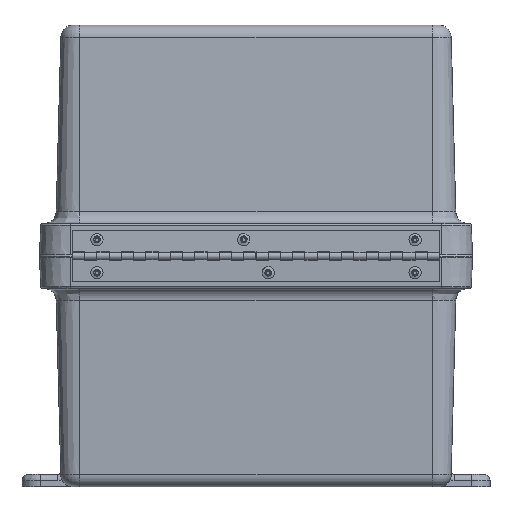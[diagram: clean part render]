
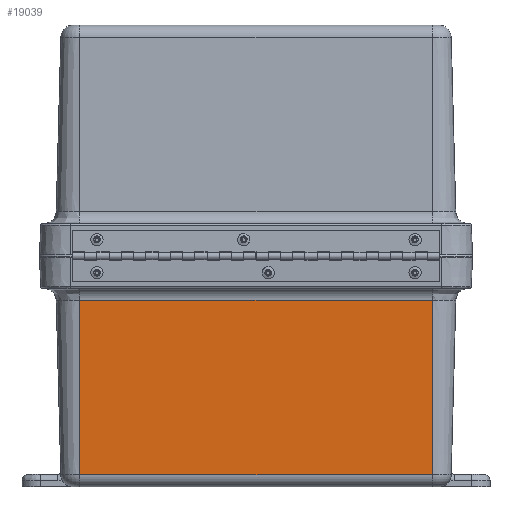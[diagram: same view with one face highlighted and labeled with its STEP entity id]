
A CAD part, left-side view. The second image highlights one B-rep face of the part: STEP entity #19039.
In plain terms, the highlighted planar face has unit normal (-1, 0, -0.026).
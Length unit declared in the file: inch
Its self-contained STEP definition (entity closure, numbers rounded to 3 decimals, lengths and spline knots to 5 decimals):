
#3211 = DIRECTION ( 'NONE',  ( 0., 1., 0. ) ) ;
#3550 = LINE ( 'NONE', #32109, #62033 ) ;
#4021 = EDGE_CURVE ( 'NONE', #14974, #55589, #34862, .T. ) ;
#6436 = EDGE_LOOP ( 'NONE', ( #9295, #35331, #64043, #49913 ) ) ;
#9295 = ORIENTED_EDGE ( 'NONE', *, *, #52082, .T. ) ;
#9424 = VERTEX_POINT ( 'NONE', #17410 ) ;
#11285 = CARTESIAN_POINT ( 'NONE',  ( -4.08164, -3.60475, -0.87353 ) ) ;
#11640 = DIRECTION ( 'NONE',  ( 0., 1., 0. ) ) ;
#11924 = CARTESIAN_POINT ( 'NONE',  ( -4.10443, -3.60475, -0.00327 ) ) ;
#14974 = VERTEX_POINT ( 'NONE', #56993 ) ;
#16920 = DIRECTION ( 'NONE',  ( -0.026, 0., 1. ) ) ;
#17410 = CARTESIAN_POINT ( 'NONE',  ( -3.98821, 3.60475, -4.44154 ) ) ;
#19039 = ADVANCED_FACE ( 'NONE', ( #31438 ), #25884, .T. ) ;
#25083 = VERTEX_POINT ( 'NONE', #50628 ) ;
#25884 = PLANE ( 'NONE',  #60529 ) ;
#27122 = CARTESIAN_POINT ( 'NONE',  ( -4.08164, 3.60475, -0.87353 ) ) ;
#30161 = VECTOR ( 'NONE', #34337, 39.37008 ) ;
#31438 = FACE_OUTER_BOUND ( 'NONE', #6436, .T. ) ;
#32109 = CARTESIAN_POINT ( 'NONE',  ( -3.98821, 1.80237, -4.44154 ) ) ;
#34337 = DIRECTION ( 'NONE',  ( -0.026, 0., 1. ) ) ;
#34862 = LINE ( 'NONE', #11924, #43802 ) ;
#35331 = ORIENTED_EDGE ( 'NONE', *, *, #64566, .F. ) ;
#36049 = CARTESIAN_POINT ( 'NONE',  ( -4.10443, 3.60475, -0.00327 ) ) ;
#36706 = DIRECTION ( 'NONE',  ( -1., 0., -0.026 ) ) ;
#43127 = LINE ( 'NONE', #54748, #30161 ) ;
#43802 = VECTOR ( 'NONE', #16920, 39.37008 ) ;
#49913 = ORIENTED_EDGE ( 'NONE', *, *, #4021, .T. ) ;
#50628 = CARTESIAN_POINT ( 'NONE',  ( -4.08164, 3.60475, -0.87353 ) ) ;
#52082 = EDGE_CURVE ( 'NONE', #55589, #25083, #64276, .T. ) ;
#52153 = VECTOR ( 'NONE', #3211, 39.37008 ) ;
#52409 = DIRECTION ( 'NONE',  ( 0.026, 0., -1. ) ) ;
#54748 = CARTESIAN_POINT ( 'NONE',  ( -4.10443, 3.60475, -0.00327 ) ) ;
#55589 = VERTEX_POINT ( 'NONE', #11285 ) ;
#56250 = EDGE_CURVE ( 'NONE', #14974, #9424, #3550, .T. ) ;
#56993 = CARTESIAN_POINT ( 'NONE',  ( -3.98821, -3.60475, -4.44154 ) ) ;
#60529 = AXIS2_PLACEMENT_3D ( 'NONE', #36049, #36706, #52409 ) ;
#62033 = VECTOR ( 'NONE', #11640, 39.37008 ) ;
#64043 = ORIENTED_EDGE ( 'NONE', *, *, #56250, .F. ) ;
#64276 = LINE ( 'NONE', #27122, #52153 ) ;
#64566 = EDGE_CURVE ( 'NONE', #9424, #25083, #43127, .T. ) ;
